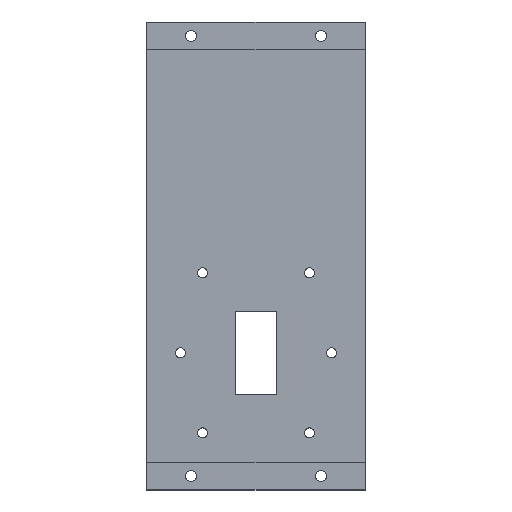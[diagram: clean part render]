
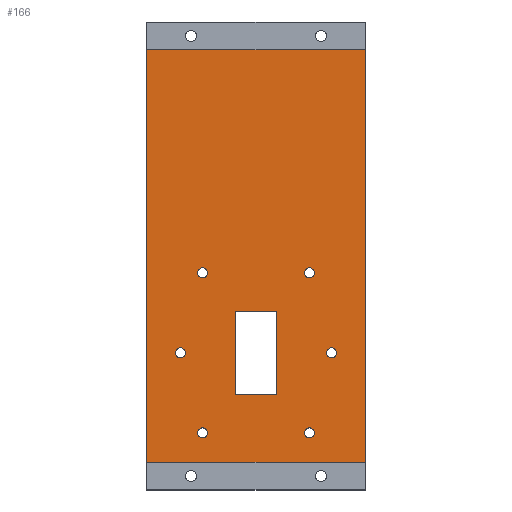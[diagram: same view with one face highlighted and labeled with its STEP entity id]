
A CAD part, top view. The second image highlights one B-rep face of the part: STEP entity #166.
In plain terms, the highlighted planar face has unit normal (0, 0, 1).
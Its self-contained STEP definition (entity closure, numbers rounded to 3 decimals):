
#32 = VERTEX_POINT('',#33);
#33 = CARTESIAN_POINT('',(-39.5,111.18,10.));
#39 = EDGE_CURVE('',#32,#40,#42,.T.);
#40 = VERTEX_POINT('',#41);
#41 = CARTESIAN_POINT('',(39.5,111.18,10.));
#42 = LINE('',#43,#44);
#43 = CARTESIAN_POINT('',(-39.5,111.18,10.));
#44 = VECTOR('',#45,1.);
#45 = DIRECTION('',(1.,0.,0.));
#117 = VERTEX_POINT('',#118);
#118 = CARTESIAN_POINT('',(39.5,-37.82,10.));
#156 = EDGE_CURVE('',#117,#40,#157,.T.);
#157 = LINE('',#158,#159);
#158 = CARTESIAN_POINT('',(39.5,-37.82,10.));
#159 = VECTOR('',#160,1.);
#160 = DIRECTION('',(0.,1.,0.));
#166 = ADVANCED_FACE('',(#167,#185,#219,#230,#241,#252,#263,#274),#285,
  .F.);
#167 = FACE_BOUND('',#168,.T.);
#168 = EDGE_LOOP('',(#169,#170,#171,#179));
#169 = ORIENTED_EDGE('',*,*,#156,.T.);
#170 = ORIENTED_EDGE('',*,*,#39,.F.);
#171 = ORIENTED_EDGE('',*,*,#172,.T.);
#172 = EDGE_CURVE('',#32,#173,#175,.T.);
#173 = VERTEX_POINT('',#174);
#174 = CARTESIAN_POINT('',(-39.5,-37.82,10.));
#175 = LINE('',#176,#177);
#176 = CARTESIAN_POINT('',(-39.5,111.18,10.));
#177 = VECTOR('',#178,1.);
#178 = DIRECTION('',(0.,-1.,0.));
#179 = ORIENTED_EDGE('',*,*,#180,.F.);
#180 = EDGE_CURVE('',#117,#173,#181,.T.);
#181 = LINE('',#182,#183);
#182 = CARTESIAN_POINT('',(39.5,-37.82,10.));
#183 = VECTOR('',#184,1.);
#184 = DIRECTION('',(-1.,0.,0.));
#185 = FACE_BOUND('',#186,.F.);
#186 = EDGE_LOOP('',(#187,#197,#205,#213));
#187 = ORIENTED_EDGE('',*,*,#188,.T.);
#188 = EDGE_CURVE('',#189,#191,#193,.T.);
#189 = VERTEX_POINT('',#190);
#190 = CARTESIAN_POINT('',(7.5,-13.32,10.));
#191 = VERTEX_POINT('',#192);
#192 = CARTESIAN_POINT('',(7.5,16.68,10.));
#193 = LINE('',#194,#195);
#194 = CARTESIAN_POINT('',(7.5,-13.32,10.));
#195 = VECTOR('',#196,1.);
#196 = DIRECTION('',(0.,1.,0.));
#197 = ORIENTED_EDGE('',*,*,#198,.T.);
#198 = EDGE_CURVE('',#191,#199,#201,.T.);
#199 = VERTEX_POINT('',#200);
#200 = CARTESIAN_POINT('',(-7.5,16.68,10.));
#201 = LINE('',#202,#203);
#202 = CARTESIAN_POINT('',(7.5,16.68,10.));
#203 = VECTOR('',#204,1.);
#204 = DIRECTION('',(-1.,0.,0.));
#205 = ORIENTED_EDGE('',*,*,#206,.T.);
#206 = EDGE_CURVE('',#199,#207,#209,.T.);
#207 = VERTEX_POINT('',#208);
#208 = CARTESIAN_POINT('',(-7.5,-13.32,10.));
#209 = LINE('',#210,#211);
#210 = CARTESIAN_POINT('',(-7.5,16.68,10.));
#211 = VECTOR('',#212,1.);
#212 = DIRECTION('',(0.,-1.,0.));
#213 = ORIENTED_EDGE('',*,*,#214,.T.);
#214 = EDGE_CURVE('',#207,#189,#215,.T.);
#215 = LINE('',#216,#217);
#216 = CARTESIAN_POINT('',(-7.5,-13.32,10.));
#217 = VECTOR('',#218,1.);
#218 = DIRECTION('',(1.,0.,0.));
#219 = FACE_BOUND('',#220,.F.);
#220 = EDGE_LOOP('',(#221));
#221 = ORIENTED_EDGE('',*,*,#222,.T.);
#222 = EDGE_CURVE('',#223,#223,#225,.T.);
#223 = VERTEX_POINT('',#224);
#224 = CARTESIAN_POINT('',(-17.5,-27.22,10.));
#225 = CIRCLE('',#226,1.8);
#226 = AXIS2_PLACEMENT_3D('',#227,#228,#229);
#227 = CARTESIAN_POINT('',(-19.3,-27.22,10.));
#228 = DIRECTION('',(-0.,0.,1.));
#229 = DIRECTION('',(1.,0.,0.));
#230 = FACE_BOUND('',#231,.F.);
#231 = EDGE_LOOP('',(#232));
#232 = ORIENTED_EDGE('',*,*,#233,.T.);
#233 = EDGE_CURVE('',#234,#234,#236,.T.);
#234 = VERTEX_POINT('',#235);
#235 = CARTESIAN_POINT('',(21.1,-27.22,10.));
#236 = CIRCLE('',#237,1.8);
#237 = AXIS2_PLACEMENT_3D('',#238,#239,#240);
#238 = CARTESIAN_POINT('',(19.3,-27.22,10.));
#239 = DIRECTION('',(-0.,0.,1.));
#240 = DIRECTION('',(1.,0.,0.));
#241 = FACE_BOUND('',#242,.F.);
#242 = EDGE_LOOP('',(#243));
#243 = ORIENTED_EDGE('',*,*,#244,.T.);
#244 = EDGE_CURVE('',#245,#245,#247,.T.);
#245 = VERTEX_POINT('',#246);
#246 = CARTESIAN_POINT('',(29.1,1.68,10.));
#247 = CIRCLE('',#248,1.8);
#248 = AXIS2_PLACEMENT_3D('',#249,#250,#251);
#249 = CARTESIAN_POINT('',(27.3,1.68,10.));
#250 = DIRECTION('',(-0.,0.,1.));
#251 = DIRECTION('',(1.,0.,0.));
#252 = FACE_BOUND('',#253,.F.);
#253 = EDGE_LOOP('',(#254));
#254 = ORIENTED_EDGE('',*,*,#255,.T.);
#255 = EDGE_CURVE('',#256,#256,#258,.T.);
#256 = VERTEX_POINT('',#257);
#257 = CARTESIAN_POINT('',(-25.5,1.68,10.));
#258 = CIRCLE('',#259,1.8);
#259 = AXIS2_PLACEMENT_3D('',#260,#261,#262);
#260 = CARTESIAN_POINT('',(-27.3,1.68,10.));
#261 = DIRECTION('',(-0.,0.,1.));
#262 = DIRECTION('',(1.,0.,0.));
#263 = FACE_BOUND('',#264,.F.);
#264 = EDGE_LOOP('',(#265));
#265 = ORIENTED_EDGE('',*,*,#266,.T.);
#266 = EDGE_CURVE('',#267,#267,#269,.T.);
#267 = VERTEX_POINT('',#268);
#268 = CARTESIAN_POINT('',(21.1,30.58,10.));
#269 = CIRCLE('',#270,1.8);
#270 = AXIS2_PLACEMENT_3D('',#271,#272,#273);
#271 = CARTESIAN_POINT('',(19.3,30.58,10.));
#272 = DIRECTION('',(-0.,0.,1.));
#273 = DIRECTION('',(1.,0.,0.));
#274 = FACE_BOUND('',#275,.F.);
#275 = EDGE_LOOP('',(#276));
#276 = ORIENTED_EDGE('',*,*,#277,.T.);
#277 = EDGE_CURVE('',#278,#278,#280,.T.);
#278 = VERTEX_POINT('',#279);
#279 = CARTESIAN_POINT('',(-17.5,30.58,10.));
#280 = CIRCLE('',#281,1.8);
#281 = AXIS2_PLACEMENT_3D('',#282,#283,#284);
#282 = CARTESIAN_POINT('',(-19.3,30.58,10.));
#283 = DIRECTION('',(-0.,0.,1.));
#284 = DIRECTION('',(1.,0.,0.));
#285 = PLANE('',#286);
#286 = AXIS2_PLACEMENT_3D('',#287,#288,#289);
#287 = CARTESIAN_POINT('',(0.,28.186,10.));
#288 = DIRECTION('',(0.,0.,-1.));
#289 = DIRECTION('',(0.,1.,0.));
